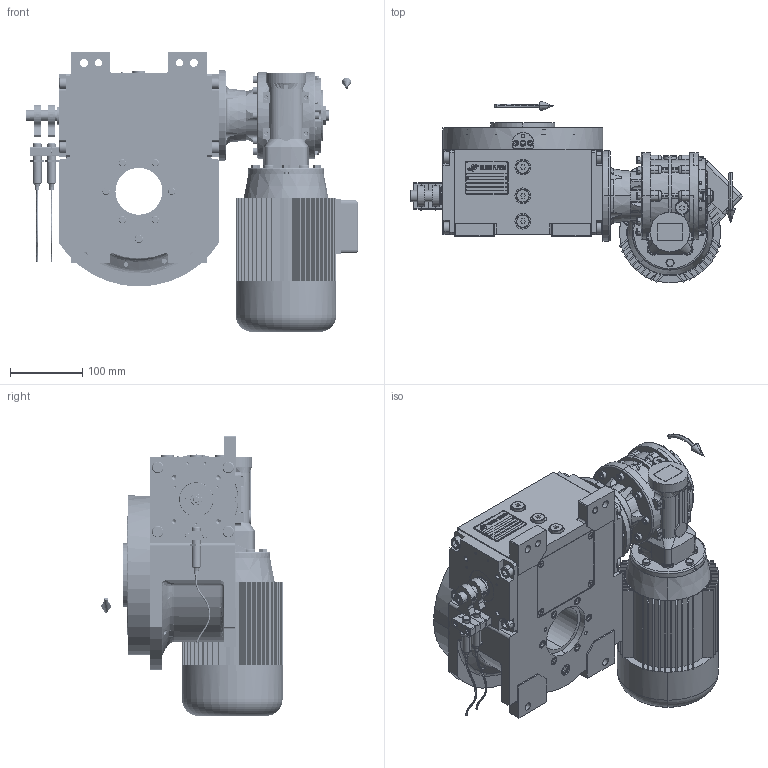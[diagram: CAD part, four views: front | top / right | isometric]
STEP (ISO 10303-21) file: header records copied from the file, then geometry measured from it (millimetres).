
FILE_DESCRIPTION (( 'STEP AP203' ), '1' );
FILE_NAME ('PC5201783.step', '2026-01-20T08:19:50', ( '' ), ( '' ), 'SwSTEP 2.0', 'SolidWorks 2020', '' );
FILE_SCHEMA (( 'CONFIG_CONTROL_DESIGN' ));
Length unit declared in the file: millimetre
Products named in the file (91): rig06_071_08_m_n_02_asm.stp; AS_rig06_071_8_m_n_02; cfn2000_01_103; cfn2002_01_008; cfn2070_05_005; RMI50_F1_LCB_SX_71B14; AS_rig06_016; cfn2276_01_074; cfn2151_01_109; CFN2000_01_185.stp; rig06_004_s_001; cfn2000_01_124; AS_cfn2476_01_002_60x46; cfn2128_04_004; rig06_005_n_01; rig06_003_8_002; cfn2155_01_303; freccia_angolare_albero; cfn2003_01_054; RIG06_005_ASM.stp; AS_rig06_002_bl_001; 900_38_30_003; cfn2155_01_200; cfn2155_01_056; CFN2010_01_012.stp; cfn2115_01_005; AS_cfn2400_04_003; olio_agip_blasia_150; CFN2400_04_003-2.stp; rig06_017_s_007; cfn2128_19_002; TN71A4B14; rig06_002_bl_001; CFN2203_02_001.stp; AS_900_38_30_003; cfn2000_01_161; AS_rig06_17_s_007; CFN2356_03_047.stp; cfn2000_01_176; cfn2010_01_015.prt ...
Assembly tree (89 placements, depth 5):
  cfn2276_01_074
  cfn2151_01_109
  CFN2010_01_012.stp
  olio_agip_blasia_150
  CFN2203_02_001.stp
Bounding box: 460.23 x 251.26 x 388 mm (x, y, z)
Volume: 6292406.3 mm3; surface area: 1219279.8 mm2
Topology: 78 solids, 82 shells, 4142 faces, 10509 edges, 6707 vertices
Faces by surface type: plane 1996, cylinder 1369, cone 584, torus 155, bspline 28, sphere 10
Entity records: 142295 total; most frequent: CARTESIAN_POINT 38071, DIRECTION 19919, ORIENTED_EDGE 19566, EDGE_CURVE 9787, AXIS2_PLACEMENT_3D 7157, VERTEX_POINT 6314, VECTOR 5605, LINE 5605
